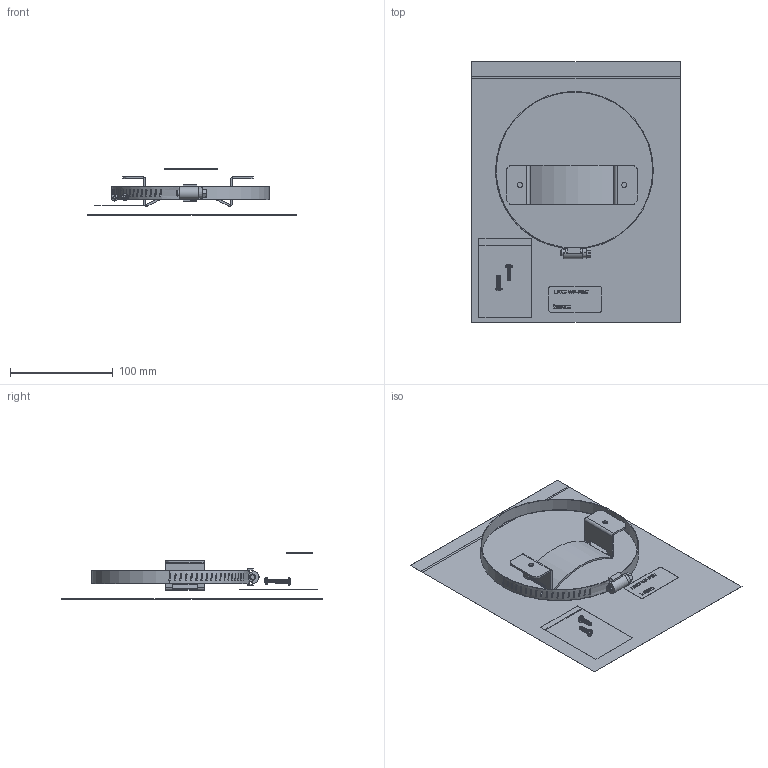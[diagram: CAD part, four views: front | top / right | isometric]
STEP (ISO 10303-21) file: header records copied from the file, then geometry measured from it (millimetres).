
FILE_DESCRIPTION (( 'STEP AP214' ), '1' );
FILE_NAME ('LPXT-WP-PMT.STEP', '2018-03-15T15:07:08', ( '' ), ( '' ), 'SwSTEP 2.0', 'SolidWorks 2017', '' );
FILE_SCHEMA (( 'AUTOMOTIVE_DESIGN' ));
Length unit declared in the file: inch
Products named in the file (10): 4100-026; 1200-509^LPXT-WP-PMT; LPXT-WP-PMT; 4100-063; 2300-096^2300-096; 2300-096; 1400-616^LPXT-WP-PMT; 2003-3268; 2109-097; 2102-012
Assembly tree (8 placements, depth 3):
  1200-509^LPXT-WP-PMT
  LPXT-WP-PMT
    2109-097
    2300-096
      2300-096^2300-096
    2102-012  x2
    4100-026
    4100-063
    2003-3268
  1400-616^LPXT-WP-PMT
Bounding box: 203.2 x 254 x 44.84 mm (x, y, z)
Volume: 24277.9 mm3; surface area: 142634 mm2
Topology: 7 solids, 7 shells, 729 faces, 2041 edges, 1340 vertices
Faces by surface type: plane 350, cylinder 292, bspline 51, cone 24, torus 8, sphere 4
Entity records: 25043 total; most frequent: CARTESIAN_POINT 7902, ORIENTED_EDGE 3318, DIRECTION 2460, EDGE_CURVE 1659, VERTEX_POINT 1087, VECTOR 1006, LINE 1006, AXIS2_PLACEMENT_3D 727
